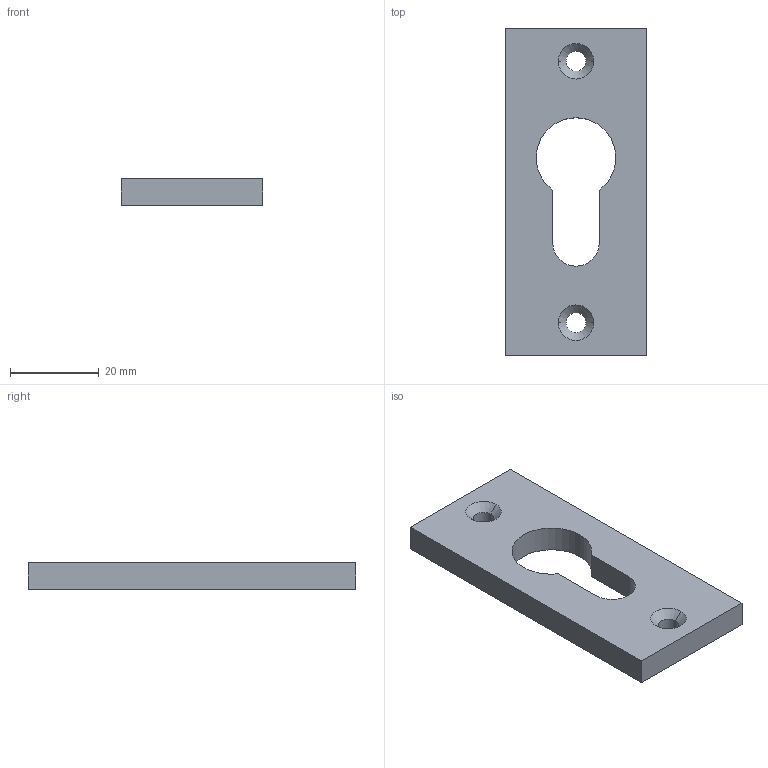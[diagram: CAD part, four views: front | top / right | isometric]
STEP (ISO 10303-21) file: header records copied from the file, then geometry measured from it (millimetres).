
FILE_DESCRIPTION (( 'STEP AP203' ), '1' );
FILE_NAME ('15201.STEP', '2019-07-31T10:37:59', ( '' ), ( '' ), 'SwSTEP 2.0', 'SolidWorks 2015', '' );
FILE_SCHEMA (( 'CONFIG_CONTROL_DESIGN' ));
Length unit declared in the file: millimetre
Products named in the file (1): 15201
Bounding box: 32 x 74 x 6 mm (x, y, z)
Volume: 11495.8 mm3; surface area: 5792.4 mm2
Topology: 1 solids, 1 shells, 186 faces, 497 edges, 330 vertices
Faces by surface type: plane 103, bspline 71, cylinder 8, cone 4
Entity records: 9648 total; most frequent: CARTESIAN_POINT 5381, ORIENTED_EDGE 994, DIRECTION 607, EDGE_CURVE 497, VECTOR 335, LINE 335, VERTEX_POINT 330, EDGE_LOOP 209
